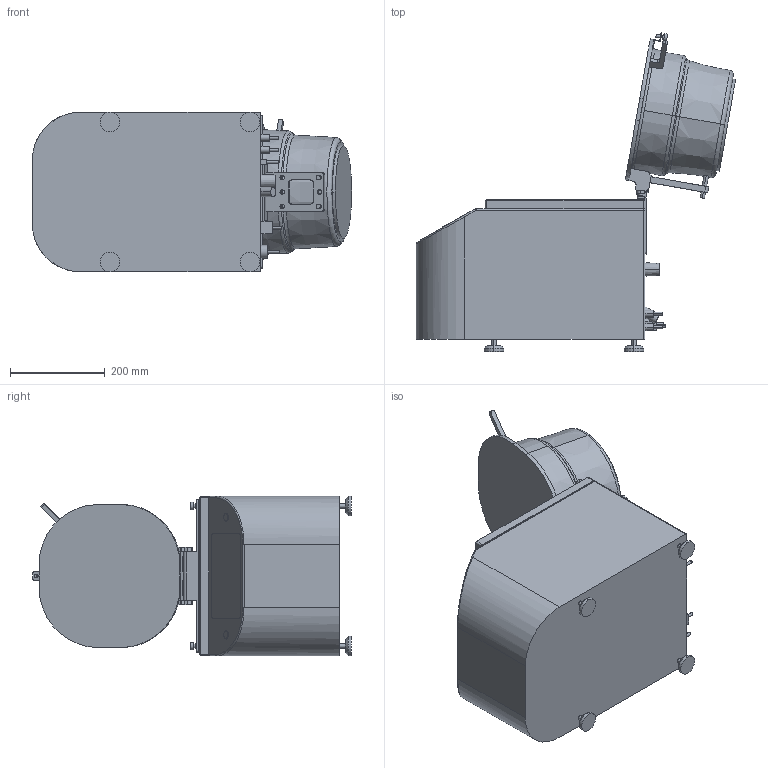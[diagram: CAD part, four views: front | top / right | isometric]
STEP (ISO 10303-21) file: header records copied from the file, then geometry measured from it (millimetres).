
FILE_DESCRIPTION((''),'2;1');
FILE_NAME('A-B-SD_ENVELOPE_ASM','2025-01-03T12:58:49',('bwaterworth'),(''),'CREO PARAMETRIC BY PTC INC, 2020354','CREO PARAMETRIC BY PTC INC, 2020354','');
FILE_SCHEMA(('CONFIG_CONTROL_DESIGN'));
Length unit declared in the file: inch
Products named in the file (3): A-B-SC2_ENVELOPE; APOGEEDEVELOPERLID; A-B-SD_ENVELOPE_ASM
Assembly tree (2 placements, depth 2):
  A-B-SD_ENVELOPE_ASM
    A-B-SC2_ENVELOPE
    APOGEEDEVELOPERLID
Bounding box: 673.03 x 672.16 x 336.61 mm (x, y, z)
Volume: 48428893.7 mm3; surface area: 1218263.9 mm2
Topology: 2 solids, 2 shells, 373 faces, 886 edges, 558 vertices
Faces by surface type: cylinder 175, plane 144, cone 20, torus 14, sphere 12, bspline 8
Entity records: 11575 total; most frequent: CARTESIAN_POINT 2591, DIRECTION 1971, ORIENTED_EDGE 1772, EDGE_CURVE 886, AXIS2_PLACEMENT_3D 756, VERTEX_POINT 558, VECTOR 459, LINE 459
